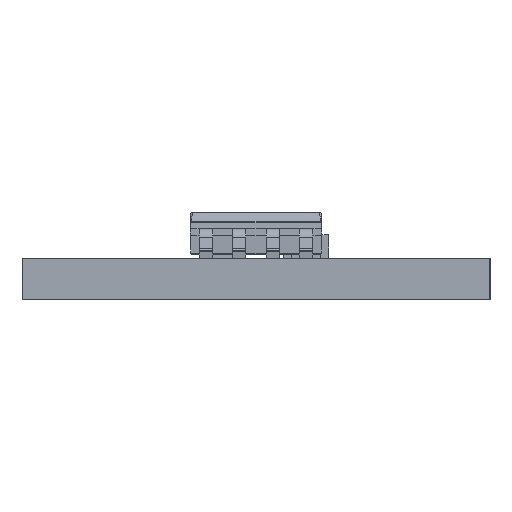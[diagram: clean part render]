
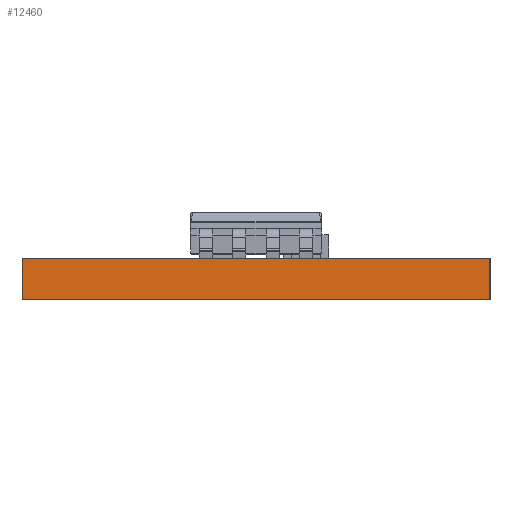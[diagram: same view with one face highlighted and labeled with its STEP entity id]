
A CAD part, left-side view. The second image highlights one B-rep face of the part: STEP entity #12460.
In plain terms, the highlighted planar face has unit normal (-1, 0, 0).
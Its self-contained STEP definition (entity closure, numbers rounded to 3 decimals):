
#900 = CARTESIAN_POINT ( 'NONE',  ( 0., 0., 1.575 ) ) ;
#1000 = CARTESIAN_POINT ( 'NONE',  ( 0., 17.78, 1.575 ) ) ;
#1743 = CARTESIAN_POINT ( 'NONE',  ( 0., 17.78, 0. ) ) ;
#2089 = LINE ( 'NONE', #5102, #16082 ) ;
#2857 = AXIS2_PLACEMENT_3D ( 'NONE', #22038, #24549, #24778 ) ;
#4344 = ORIENTED_EDGE ( 'NONE', *, *, #14899, .T. ) ;
#4591 = EDGE_CURVE ( 'NONE', #17574, #34613, #21471, .T. ) ;
#5102 = CARTESIAN_POINT ( 'NONE',  ( 0., 0., 0. ) ) ;
#7841 = EDGE_CURVE ( 'NONE', #21580, #9449, #15977, .T. ) ;
#9449 = VERTEX_POINT ( 'NONE', #1743 ) ;
#12460 = ADVANCED_FACE ( 'NONE', ( #22226 ), #30437, .F. ) ;
#12628 = DIRECTION ( 'NONE',  ( 0., 0., -1. ) ) ;
#13157 = CARTESIAN_POINT ( 'NONE',  ( 0., 17.78, 1.575 ) ) ;
#14899 = EDGE_CURVE ( 'NONE', #9449, #34613, #2089, .T. ) ;
#15977 = LINE ( 'NONE', #1000, #33451 ) ;
#16082 = VECTOR ( 'NONE', #24452, 1000. ) ;
#17260 = LINE ( 'NONE', #900, #26379 ) ;
#17574 = VERTEX_POINT ( 'NONE', #29163 ) ;
#17879 = CARTESIAN_POINT ( 'NONE',  ( 0., 0., 0. ) ) ;
#21471 = LINE ( 'NONE', #21595, #30628 ) ;
#21580 = VERTEX_POINT ( 'NONE', #13157 ) ;
#21595 = CARTESIAN_POINT ( 'NONE',  ( 0., 0., 1.575 ) ) ;
#22038 = CARTESIAN_POINT ( 'NONE',  ( 0., 0., 1.575 ) ) ;
#22226 = FACE_OUTER_BOUND ( 'NONE', #22808, .T. ) ;
#22808 = EDGE_LOOP ( 'NONE', ( #4344, #24657, #23222, #25885 ) ) ;
#23222 = ORIENTED_EDGE ( 'NONE', *, *, #35970, .F. ) ;
#24452 = DIRECTION ( 'NONE',  ( 0., -1., 0. ) ) ;
#24549 = DIRECTION ( 'NONE',  ( 1., 0., 0. ) ) ;
#24657 = ORIENTED_EDGE ( 'NONE', *, *, #4591, .F. ) ;
#24778 = DIRECTION ( 'NONE',  ( 0., 0., -1. ) ) ;
#25885 = ORIENTED_EDGE ( 'NONE', *, *, #7841, .T. ) ;
#26379 = VECTOR ( 'NONE', #28586, 1000. ) ;
#26925 = DIRECTION ( 'NONE',  ( 0., 0., -1. ) ) ;
#28586 = DIRECTION ( 'NONE',  ( 0., -1., 0. ) ) ;
#29163 = CARTESIAN_POINT ( 'NONE',  ( 0., 0., 1.575 ) ) ;
#30437 = PLANE ( 'NONE',  #2857 ) ;
#30628 = VECTOR ( 'NONE', #26925, 1000. ) ;
#33451 = VECTOR ( 'NONE', #12628, 1000. ) ;
#34613 = VERTEX_POINT ( 'NONE', #17879 ) ;
#35970 = EDGE_CURVE ( 'NONE', #21580, #17574, #17260, .T. ) ;
